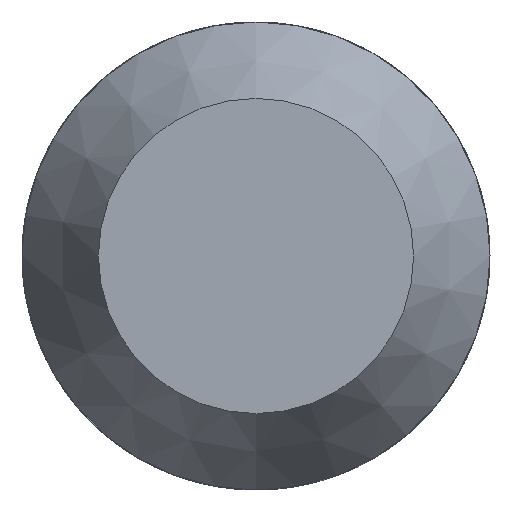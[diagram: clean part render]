
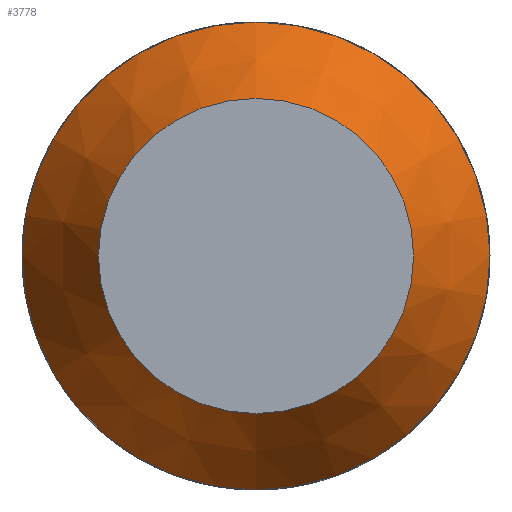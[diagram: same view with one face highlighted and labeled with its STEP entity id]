
A CAD part, left-side view. The second image highlights one B-rep face of the part: STEP entity #3778.
In plain terms, the highlighted conical face has half-angle 30 degrees and reference radius 14.85 mm.
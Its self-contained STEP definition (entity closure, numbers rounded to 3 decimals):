
#136 = FACE_OUTER_BOUND ( 'NONE', #12593, .T. ) ;
#1794 = EDGE_LOOP ( 'NONE', ( #16800 ) ) ;
#2566 = AXIS2_PLACEMENT_3D ( 'NONE', #6706, #11793, #5076 ) ;
#3383 = EDGE_CURVE ( 'NONE', #16512, #16512, #5948, .T. ) ;
#3778 = ADVANCED_FACE ( 'NONE', ( #14140, #136 ), #13059, .T. ) ;
#4328 = VERTEX_POINT ( 'NONE', #16117 ) ;
#5076 = DIRECTION ( 'NONE',  ( 0., 0., 1. ) ) ;
#5871 = CARTESIAN_POINT ( 'NONE',  ( 100., 0., 0. ) ) ;
#5948 = CIRCLE ( 'NONE', #2566, 14.85 ) ;
#6706 = CARTESIAN_POINT ( 'NONE',  ( 108.4, 0., 0. ) ) ;
#7570 = DIRECTION ( 'NONE',  ( -1., 0., 0. ) ) ;
#10322 = DIRECTION ( 'NONE',  ( 0., 0., -1. ) ) ;
#11029 = CARTESIAN_POINT ( 'NONE',  ( 108.4, 0., 14.85 ) ) ;
#11793 = DIRECTION ( 'NONE',  ( -1., 0., 0. ) ) ;
#12593 = EDGE_LOOP ( 'NONE', ( #21358 ) ) ;
#13059 = CONICAL_SURFACE ( 'NONE', #19830, 14.85, 0.524 ) ;
#14140 = FACE_BOUND ( 'NONE', #1794, .T. ) ;
#14822 = EDGE_CURVE ( 'NONE', #4328, #4328, #20744, .T. ) ;
#16117 = CARTESIAN_POINT ( 'NONE',  ( 100., 0., 10. ) ) ;
#16512 = VERTEX_POINT ( 'NONE', #11029 ) ;
#16800 = ORIENTED_EDGE ( 'NONE', *, *, #14822, .F. ) ;
#17121 = CARTESIAN_POINT ( 'NONE',  ( 108.4, 0., 0. ) ) ;
#17847 = AXIS2_PLACEMENT_3D ( 'NONE', #5871, #7570, #21302 ) ;
#18818 = DIRECTION ( 'NONE',  ( 1., 0., 0. ) ) ;
#19830 = AXIS2_PLACEMENT_3D ( 'NONE', #17121, #18818, #10322 ) ;
#20744 = CIRCLE ( 'NONE', #17847, 10. ) ;
#21302 = DIRECTION ( 'NONE',  ( 0., 0., 1. ) ) ;
#21358 = ORIENTED_EDGE ( 'NONE', *, *, #3383, .T. ) ;
